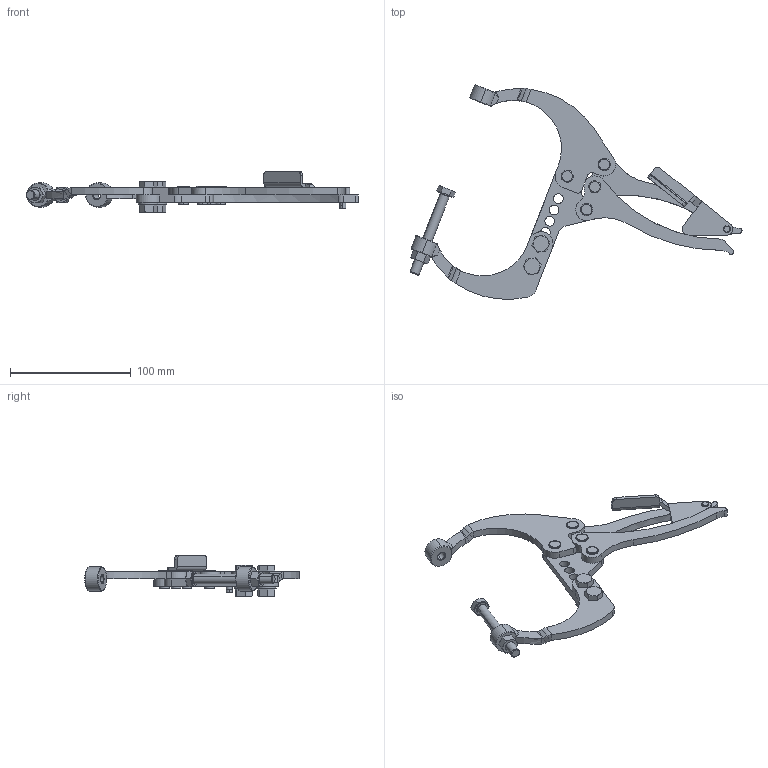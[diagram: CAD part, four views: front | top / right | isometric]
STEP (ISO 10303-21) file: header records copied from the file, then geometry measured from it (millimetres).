
FILE_DESCRIPTION((''),'2;1');
FILE_NAME('527.stp','2005-09-01T12:00:51',('CAD'),(''),'Autodesk Inventor 8','Autodesk Inventor 8','');
FILE_SCHEMA(('AUTOMOTIVE_DESIGN { 1 0 10303 214 1 1 1 1 }'));
Length unit declared in the file: millimetre
Products named in the file (1): Part62
Bounding box: 274.42 x 177.33 x 33.76 mm (x, y, z)
Volume: 89732.5 mm3; surface area: 39265.2 mm2
Topology: 1 solids, 4 shells, 411 faces, 1025 edges, 633 vertices
Faces by surface type: plane 133, cylinder 111, cone 106, bspline 51, torus 10
Entity records: 14165 total; most frequent: CARTESIAN_POINT 4556, DIRECTION 2077, ORIENTED_EDGE 2032, EDGE_CURVE 1016, AXIS2_PLACEMENT_3D 838, VERTEX_POINT 633, CIRCLE 474, EDGE_LOOP 453
